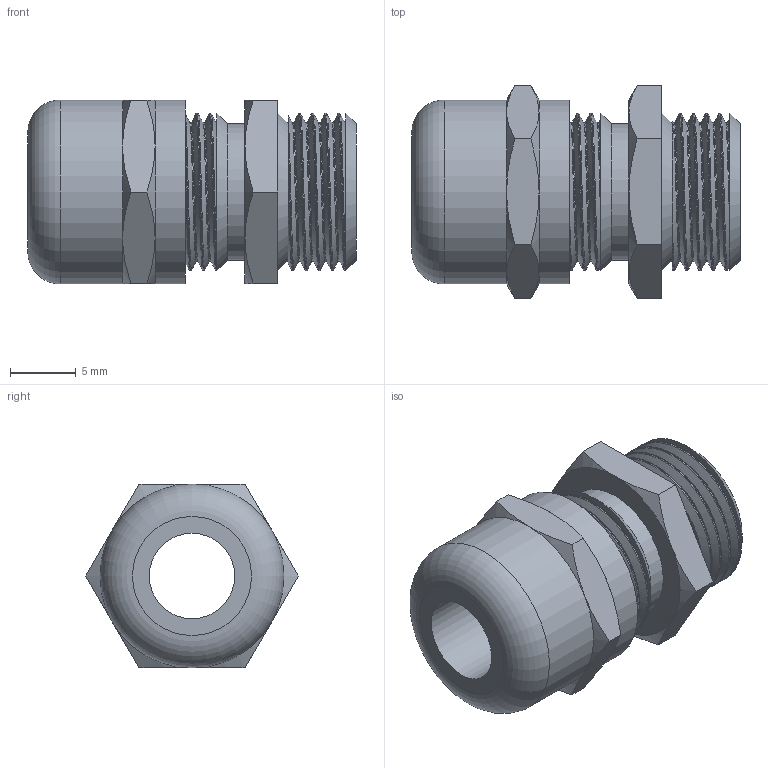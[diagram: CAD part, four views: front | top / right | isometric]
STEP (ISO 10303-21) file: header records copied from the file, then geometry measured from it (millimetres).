
FILE_DESCRIPTION(/* description */ (''),/* implementation_level */ '2;1');
FILE_NAME(/* name */ 'M12 Kablo Rakoru.stp',/* time_stamp */ '2018-10-11T15:09:00+03:00',/* author */ ('Selcuk Yavuz'),/* organization */ ('TraceParts S.A.'),/* preprocessor_version */ 'ST-DEVELOPER v17',/* originating_system */ 'Autodesk Inventor 2019',/* authorisation */ '');
FILE_SCHEMA (('AUTOMOTIVE_DESIGN { 1 0 10303 214 3 1 1 }'));
Length unit declared in the file: millimetre
Products named in the file (1): M12 Kablo Rakoru
Bounding box: 25 x 16.17 x 14 mm (x, y, z)
Volume: 2439.7 mm3; surface area: 2672.5 mm2
Topology: 3 solids, 3 shells, 76 faces, 191 edges, 127 vertices
Faces by surface type: plane 24, cone 21, cylinder 18, bspline 12, torus 1
Full cylindrical faces by diameter (mm): 6.5 x1, 10.376 x1, 10.517 x4, 12 x6, 14 x2
Entity records: 6631 total; most frequent: CARTESIAN_POINT 4932, ORIENTED_EDGE 382, DIRECTION 299, EDGE_CURVE 191, AXIS2_PLACEMENT_3D 131, VERTEX_POINT 127, EDGE_LOOP 88, FACE_OUTER_BOUND 76
